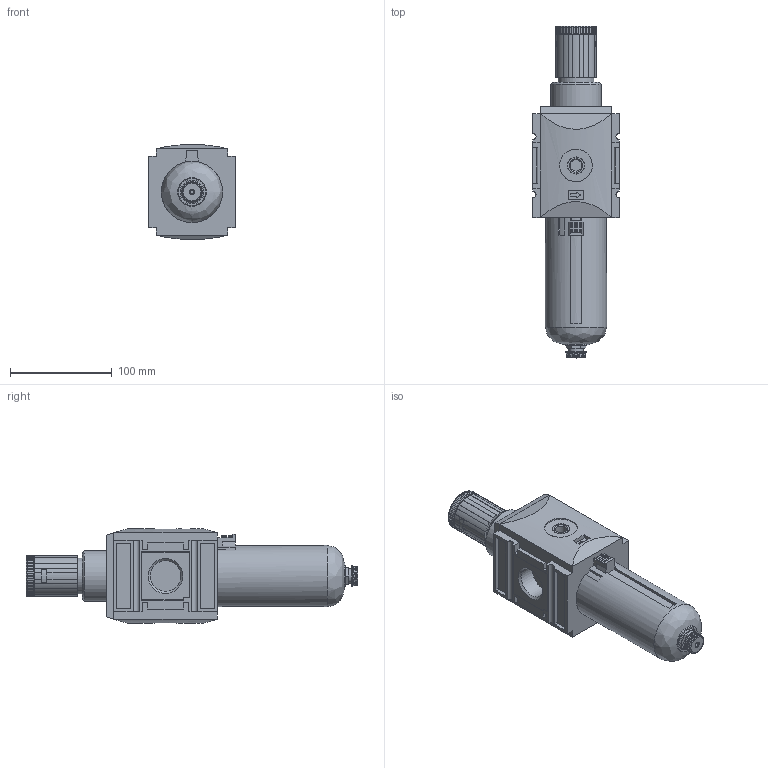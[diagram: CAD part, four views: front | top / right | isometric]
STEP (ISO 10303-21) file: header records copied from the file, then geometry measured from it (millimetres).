
FILE_DESCRIPTION( ( 'STEP AP203' ), '1' );
FILE_NAME( '92104_GG00_2_03.stp', ' ', ( ' ' ), ( ' ' ), 'PSStep 15.0.47', 'PARTsolutions', ' ' );
FILE_SCHEMA( ( 'CONFIG_CONTROL_DESIGN' ) );
Length unit declared in the file: millimetre
Products named in the file (4): 92104.GG00; _FU 6111G 1000-1; _FU 6111-3; _FU 6111_0
Assembly tree (3 placements, depth 2):
  92104.GG00
    _FU 6111G 1000-1
    _FU 6111-3
    _FU 6111_0
Bounding box: 85 x 326 x 93.28 mm (x, y, z)
Volume: 1185192.4 mm3; surface area: 111524.4 mm2
Topology: 3 solids, 3 shells, 616 faces, 1642 edges, 1071 vertices
Faces by surface type: plane 303, cylinder 233, torus 54, cone 25, bspline 1
Full cylindrical faces by diameter (mm): 4 x2, 8.566 x1, 11.445 x1, 14 x1, 16.5 x2, 16.8 x2, 20 x1, 22 x1, 23 x1, 27 x1, 30.291 x2, 32 x2, 35 x1, 50 x1, 60 x1
Entity records: 20608 total; most frequent: CARTESIAN_POINT 5357, ORIENTED_EDGE 3184, DIRECTION 3098, EDGE_CURVE 1592, AXIS2_PLACEMENT_3D 1123, VERTEX_POINT 1058, LINE 852, VECTOR 852
